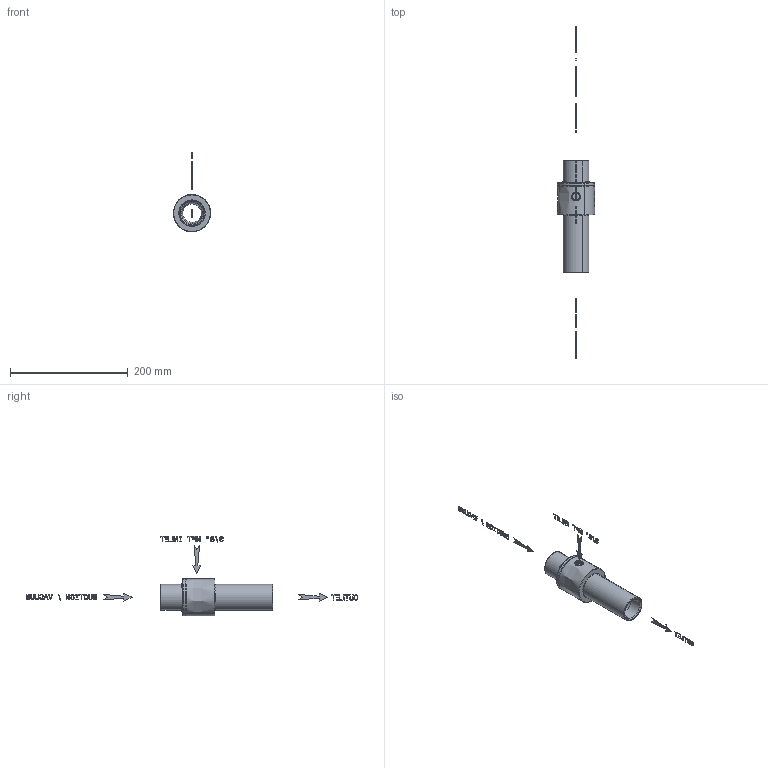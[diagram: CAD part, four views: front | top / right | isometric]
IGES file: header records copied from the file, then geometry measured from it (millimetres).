
Start section: START RECORD GO HERE.
Global section: file name: XSPC-32.igs; native system: DASSAULT SYSTEMES CATIA V5 R20 - www.3ds.com; preprocessor: CATIA Version 5 Release 20 ; author: DRAFTMAN; organization: KJNDESGN; date: 20150121.102800; units: millimetre
Bounding box: 63.3 x 565.12 x 135.38 mm (x, y, z)
Surface area: 57951.5 mm2 (no closed solid volume)
Topology: 0 solids, 0 shells, 1167 faces, 6152 edges, 6150 vertices
Faces by surface type: plane 1080, revolution 54, bspline 33
